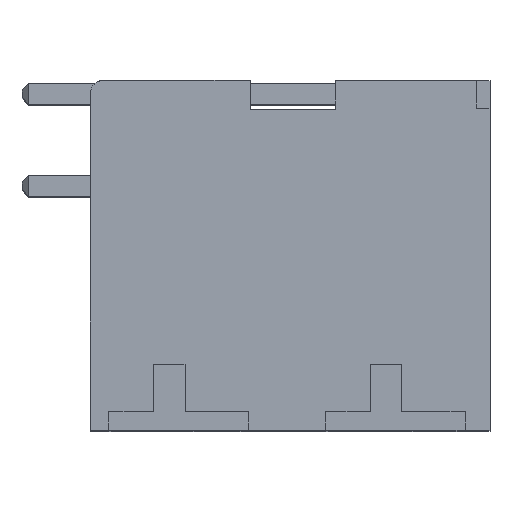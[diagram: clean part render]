
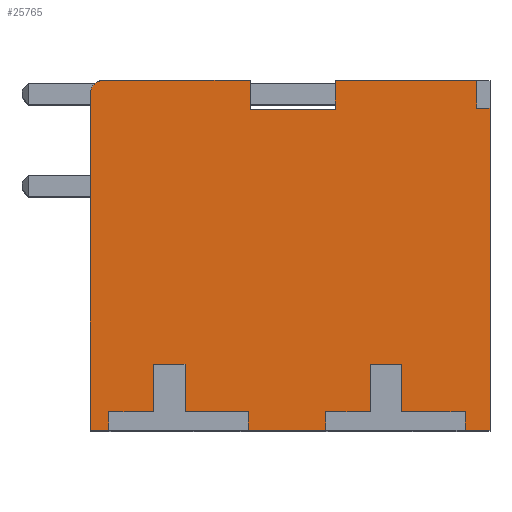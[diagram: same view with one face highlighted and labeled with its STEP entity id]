
A CAD part, top view. The second image highlights one B-rep face of the part: STEP entity #25765.
In plain terms, the highlighted planar face has unit normal (0, 0, 1).
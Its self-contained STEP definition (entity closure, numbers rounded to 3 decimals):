
#6610=DIRECTION('',(-1.,0.,0.));
#6611=VECTOR('',#6610,5.39);
#6612=CARTESIAN_POINT('',(11.703,13.3,33.7));
#6613=LINE('',#6612,#6611);
#6706=DIRECTION('',(0.,-1.,0.));
#6707=VECTOR('',#6706,1.092);
#6708=CARTESIAN_POINT('',(6.313,13.3,33.7));
#6709=LINE('',#6708,#6707);
#6782=DIRECTION('',(0.,1.,0.));
#6783=VECTOR('',#6782,1.092);
#6784=CARTESIAN_POINT('',(3.074,12.208,33.7));
#6785=LINE('',#6784,#6783);
#7014=DIRECTION('',(-1.,0.,0.));
#7015=VECTOR('',#7014,5.716);
#7016=CARTESIAN_POINT('',(3.074,13.3,33.7));
#7017=LINE('',#7016,#7015);
#7210=DIRECTION('',(0.,-1.,0.));
#7211=VECTOR('',#7210,0.02);
#7212=CARTESIAN_POINT('',(-2.641,13.3,33.7));
#7213=LINE('',#7212,#7211);
#8788=DIRECTION('',(-1.,0.,0.));
#8789=VECTOR('',#8788,3.238);
#8790=CARTESIAN_POINT('',(6.313,12.208,33.7));
#8791=LINE('',#8790,#8789);
#8792=DIRECTION('',(0.,1.,0.));
#8793=VECTOR('',#8792,0.7);
#8794=CARTESIAN_POINT('',(11.25,0.,33.7));
#8795=LINE('',#8794,#8793);
#8796=DIRECTION('',(1.,0.,0.));
#8797=VECTOR('',#8796,2.4);
#8798=CARTESIAN_POINT('',(8.85,0.7,33.7));
#8799=LINE('',#8798,#8797);
#8800=DIRECTION('',(0.,-1.,0.));
#8801=VECTOR('',#8800,1.8);
#8802=CARTESIAN_POINT('',(8.85,2.5,33.7));
#8803=LINE('',#8802,#8801);
#8804=DIRECTION('',(1.,0.,0.));
#8805=VECTOR('',#8804,1.2);
#8806=CARTESIAN_POINT('',(7.65,2.5,33.7));
#8807=LINE('',#8806,#8805);
#8808=DIRECTION('',(0.,1.,0.));
#8809=VECTOR('',#8808,1.8);
#8810=CARTESIAN_POINT('',(7.65,0.7,33.7));
#8811=LINE('',#8810,#8809);
#8812=DIRECTION('',(1.,0.,0.));
#8813=VECTOR('',#8812,1.7);
#8814=CARTESIAN_POINT('',(5.95,0.7,33.7));
#8815=LINE('',#8814,#8813);
#8816=DIRECTION('',(0.,1.,0.));
#8817=VECTOR('',#8816,0.7);
#8818=CARTESIAN_POINT('',(5.95,0.,33.7));
#8819=LINE('',#8818,#8817);
#8820=DIRECTION('',(-1.,0.,0.));
#8821=VECTOR('',#8820,2.95);
#8822=CARTESIAN_POINT('',(5.95,0.,33.7));
#8823=LINE('',#8822,#8821);
#8824=DIRECTION('',(0.,1.,0.));
#8825=VECTOR('',#8824,0.7);
#8826=CARTESIAN_POINT('',(3.,0.,33.7));
#8827=LINE('',#8826,#8825);
#8828=DIRECTION('',(1.,0.,0.));
#8829=VECTOR('',#8828,2.4);
#8830=CARTESIAN_POINT('',(0.6,0.7,33.7));
#8831=LINE('',#8830,#8829);
#8832=DIRECTION('',(0.,-1.,0.));
#8833=VECTOR('',#8832,1.8);
#8834=CARTESIAN_POINT('',(0.6,2.5,33.7));
#8835=LINE('',#8834,#8833);
#8836=DIRECTION('',(1.,0.,0.));
#8837=VECTOR('',#8836,1.2);
#8838=CARTESIAN_POINT('',(-0.6,2.5,33.7));
#8839=LINE('',#8838,#8837);
#8840=DIRECTION('',(0.,1.,0.));
#8841=VECTOR('',#8840,1.8);
#8842=CARTESIAN_POINT('',(-0.6,0.7,33.7));
#8843=LINE('',#8842,#8841);
#8844=DIRECTION('',(1.,0.,0.));
#8845=VECTOR('',#8844,1.7);
#8846=CARTESIAN_POINT('',(-2.3,0.7,33.7));
#8847=LINE('',#8846,#8845);
#8848=DIRECTION('',(0.,1.,0.));
#8849=VECTOR('',#8848,0.7);
#8850=CARTESIAN_POINT('',(-2.3,0.,33.7));
#8851=LINE('',#8850,#8849);
#8852=DIRECTION('',(-1.,0.,0.));
#8853=VECTOR('',#8852,0.7);
#8854=CARTESIAN_POINT('',(-2.3,0.,33.7));
#8855=LINE('',#8854,#8853);
#8856=DIRECTION('',(0.,1.,0.));
#8857=VECTOR('',#8856,12.8);
#8858=CARTESIAN_POINT('',(-3.,0.,33.7));
#8859=LINE('',#8858,#8857);
#8860=CARTESIAN_POINT('',(-2.5,12.8,33.7));
#8861=DIRECTION('',(0.,0.,-1.));
#8862=DIRECTION('',(-1.,0.,0.));
#8863=AXIS2_PLACEMENT_3D('',#8860,#8861,#8862);
#8865=DIRECTION('',(0.,-1.,0.));
#8866=VECTOR('',#8865,12.25);
#8867=CARTESIAN_POINT('',(12.2,12.25,33.7));
#8868=LINE('',#8867,#8866);
#8869=DIRECTION('',(-1.,0.,0.));
#8870=VECTOR('',#8869,0.95);
#8871=CARTESIAN_POINT('',(12.2,0.,33.7));
#8872=LINE('',#8871,#8870);
#9032=DIRECTION('',(0.,1.,0.));
#9033=VECTOR('',#9032,1.05);
#9034=CARTESIAN_POINT('',(11.703,12.25,33.7));
#9035=LINE('',#9034,#9033);
#9048=DIRECTION('',(-1.,0.,0.));
#9049=VECTOR('',#9048,0.497);
#9050=CARTESIAN_POINT('',(12.2,12.25,33.7));
#9051=LINE('',#9050,#9049);
#9676=CARTESIAN_POINT('',(-3.,0.,33.7));
#9677=VERTEX_POINT('',#9676);
#9758=CARTESIAN_POINT('',(12.2,12.25,33.7));
#9759=CARTESIAN_POINT('',(12.2,0.,33.7));
#9760=VERTEX_POINT('',#9758);
#9761=VERTEX_POINT('',#9759);
#9768=CARTESIAN_POINT('',(11.703,13.3,33.7));
#9769=VERTEX_POINT('',#9768);
#9770=CARTESIAN_POINT('',(6.313,13.3,33.7));
#9771=VERTEX_POINT('',#9770);
#9772=CARTESIAN_POINT('',(6.313,12.208,33.7));
#9773=VERTEX_POINT('',#9772);
#9782=CARTESIAN_POINT('',(3.074,12.208,33.7));
#9783=CARTESIAN_POINT('',(3.074,13.3,33.7));
#9784=VERTEX_POINT('',#9782);
#9785=VERTEX_POINT('',#9783);
#9794=CARTESIAN_POINT('',(-2.641,13.3,33.7));
#9795=VERTEX_POINT('',#9794);
#9796=CARTESIAN_POINT('',(-2.641,13.28,33.7));
#9797=VERTEX_POINT('',#9796);
#9826=CARTESIAN_POINT('',(-3.,12.8,33.7));
#9827=VERTEX_POINT('',#9826);
#9828=CARTESIAN_POINT('',(11.703,12.25,33.7));
#9829=VERTEX_POINT('',#9828);
#10072=CARTESIAN_POINT('',(11.25,0.7,33.7));
#10073=VERTEX_POINT('',#10072);
#10074=CARTESIAN_POINT('',(11.25,0.,33.7));
#10075=VERTEX_POINT('',#10074);
#10076=CARTESIAN_POINT('',(5.95,0.,33.7));
#10077=VERTEX_POINT('',#10076);
#10078=CARTESIAN_POINT('',(5.95,0.7,33.7));
#10079=VERTEX_POINT('',#10078);
#10080=CARTESIAN_POINT('',(7.65,0.7,33.7));
#10081=VERTEX_POINT('',#10080);
#10082=CARTESIAN_POINT('',(7.65,2.5,33.7));
#10083=VERTEX_POINT('',#10082);
#10084=CARTESIAN_POINT('',(8.85,2.5,33.7));
#10085=VERTEX_POINT('',#10084);
#10086=CARTESIAN_POINT('',(8.85,0.7,33.7));
#10087=VERTEX_POINT('',#10086);
#10088=CARTESIAN_POINT('',(3.,0.,33.7));
#10089=VERTEX_POINT('',#10088);
#10090=CARTESIAN_POINT('',(-2.3,0.,33.7));
#10091=VERTEX_POINT('',#10090);
#10092=CARTESIAN_POINT('',(-2.3,0.7,33.7));
#10093=VERTEX_POINT('',#10092);
#10094=CARTESIAN_POINT('',(-0.6,0.7,33.7));
#10095=VERTEX_POINT('',#10094);
#10096=CARTESIAN_POINT('',(-0.6,2.5,33.7));
#10097=VERTEX_POINT('',#10096);
#10098=CARTESIAN_POINT('',(0.6,2.5,33.7));
#10099=VERTEX_POINT('',#10098);
#10100=CARTESIAN_POINT('',(0.6,0.7,33.7));
#10101=VERTEX_POINT('',#10100);
#10102=CARTESIAN_POINT('',(3.,0.7,33.7));
#10103=VERTEX_POINT('',#10102);
#25712=CARTESIAN_POINT('',(0.,0.,33.7));
#25713=DIRECTION('',(0.,0.,1.));
#25714=DIRECTION('',(1.,0.,0.));
#25715=AXIS2_PLACEMENT_3D('',#25712,#25713,#25714);
#25716=PLANE('',#25715);
#25718=ORIENTED_EDGE('',*,*,#25717,.T.);
#25720=ORIENTED_EDGE('',*,*,#25719,.F.);
#25722=ORIENTED_EDGE('',*,*,#25721,.F.);
#25724=ORIENTED_EDGE('',*,*,#25723,.F.);
#25726=ORIENTED_EDGE('',*,*,#25725,.F.);
#25728=ORIENTED_EDGE('',*,*,#25727,.F.);
#25730=ORIENTED_EDGE('',*,*,#25729,.F.);
#25731=ORIENTED_EDGE('',*,*,#12803,.T.);
#25733=ORIENTED_EDGE('',*,*,#25732,.T.);
#25735=ORIENTED_EDGE('',*,*,#25734,.F.);
#25737=ORIENTED_EDGE('',*,*,#25736,.F.);
#25739=ORIENTED_EDGE('',*,*,#25738,.F.);
#25741=ORIENTED_EDGE('',*,*,#25740,.F.);
#25743=ORIENTED_EDGE('',*,*,#25742,.F.);
#25745=ORIENTED_EDGE('',*,*,#25744,.F.);
#25746=ORIENTED_EDGE('',*,*,#12795,.T.);
#25748=ORIENTED_EDGE('',*,*,#25747,.T.);
#25750=ORIENTED_EDGE('',*,*,#25749,.T.);
#25751=ORIENTED_EDGE('',*,*,#22943,.F.);
#25752=ORIENTED_EDGE('',*,*,#22913,.F.);
#25753=ORIENTED_EDGE('',*,*,#22458,.F.);
#25754=ORIENTED_EDGE('',*,*,#25707,.F.);
#25755=ORIENTED_EDGE('',*,*,#22306,.F.);
#25756=ORIENTED_EDGE('',*,*,#22291,.F.);
#25758=ORIENTED_EDGE('',*,*,#25757,.F.);
#25760=ORIENTED_EDGE('',*,*,#25759,.F.);
#25761=ORIENTED_EDGE('',*,*,#22174,.T.);
#25762=ORIENTED_EDGE('',*,*,#12811,.T.);
#25763=EDGE_LOOP('',(#25718,#25720,#25722,#25724,#25726,#25728,#25730,#25731,
#25733,#25735,#25737,#25739,#25741,#25743,#25745,#25746,#25748,#25750,#25751,
#25752,#25753,#25754,#25755,#25756,#25758,#25760,#25761,#25762));
#25764=FACE_OUTER_BOUND('',#25763,.F.);
#8864=CIRCLE('',#8863,0.5);
#12795=EDGE_CURVE('',#10091,#9677,#8855,.T.);
#12803=EDGE_CURVE('',#10077,#10089,#8823,.T.);
#12811=EDGE_CURVE('',#9761,#10075,#8872,.T.);
#22174=EDGE_CURVE('',#9760,#9761,#8868,.T.);
#22291=EDGE_CURVE('',#9769,#9771,#6613,.T.);
#22306=EDGE_CURVE('',#9771,#9773,#6709,.T.);
#22458=EDGE_CURVE('',#9784,#9785,#6785,.T.);
#22913=EDGE_CURVE('',#9785,#9795,#7017,.T.);
#22943=EDGE_CURVE('',#9795,#9797,#7213,.T.);
#25707=EDGE_CURVE('',#9773,#9784,#8791,.T.);
#25717=EDGE_CURVE('',#10075,#10073,#8795,.T.);
#25719=EDGE_CURVE('',#10087,#10073,#8799,.T.);
#25721=EDGE_CURVE('',#10085,#10087,#8803,.T.);
#25723=EDGE_CURVE('',#10083,#10085,#8807,.T.);
#25725=EDGE_CURVE('',#10081,#10083,#8811,.T.);
#25727=EDGE_CURVE('',#10079,#10081,#8815,.T.);
#25729=EDGE_CURVE('',#10077,#10079,#8819,.T.);
#25732=EDGE_CURVE('',#10089,#10103,#8827,.T.);
#25734=EDGE_CURVE('',#10101,#10103,#8831,.T.);
#25736=EDGE_CURVE('',#10099,#10101,#8835,.T.);
#25738=EDGE_CURVE('',#10097,#10099,#8839,.T.);
#25740=EDGE_CURVE('',#10095,#10097,#8843,.T.);
#25742=EDGE_CURVE('',#10093,#10095,#8847,.T.);
#25744=EDGE_CURVE('',#10091,#10093,#8851,.T.);
#25747=EDGE_CURVE('',#9677,#9827,#8859,.T.);
#25749=EDGE_CURVE('',#9827,#9797,#8864,.T.);
#25757=EDGE_CURVE('',#9829,#9769,#9035,.T.);
#25759=EDGE_CURVE('',#9760,#9829,#9051,.T.);
#25765=ADVANCED_FACE('',(#25764),#25716,.T.);
